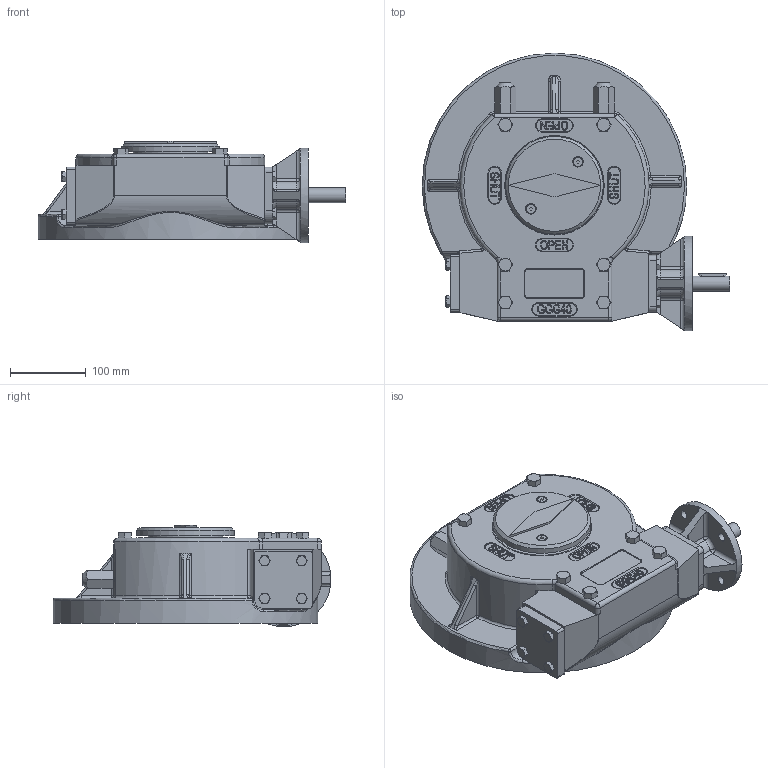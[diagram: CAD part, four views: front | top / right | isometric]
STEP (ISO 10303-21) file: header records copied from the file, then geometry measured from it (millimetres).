
FILE_DESCRIPTION( ( 'Unknown' ), '1' );
FILE_NAME( 'E 1950G LB L.stp', 'Unknown', ( 'Unknown' ), ( 'Unknown' ), 'XStep 1.0', 'Unknown', ' ' );
FILE_SCHEMA( ( 'automotive_design' ) );
Length unit declared in the file: millimetre
Products named in the file (1): 22E0Z10000001
Bounding box: 406.99 x 367.5 x 133.9 mm (x, y, z)
Volume: 6517051 mm3; surface area: 688510 mm2
Topology: 1 solids, 24 shells, 1351 faces, 3472 edges, 2154 vertices
Faces by surface type: plane 514, cylinder 355, torus 187, cone 172, sphere 56, bspline 43, extrusion 24
Full cylindrical faces by diameter (mm): 4.917 x2, 6 x2, 7 x2, 8 x8, 8.376 x12, 9 x8, 10 x6, 11 x10, 12 x2, 14 x2, 20 x1, 28 x2, 30 x1, 32 x2, 35 x2, 70 x1, 95.75 x2, 99 x2, 100 x4, 110 x2, 125 x1, 129 x1, 350 x1
Entity records: 60782 total; most frequent: CARTESIAN_POINT 19722, ORIENTED_EDGE 6416, DIRECTION 5943, EDGE_CURVE 3208, AXIS2_PLACEMENT_3D 2455, VERTEX_POINT 2080, EDGE_LOOP 1569, FACE_OUTER_BOUND 1446
